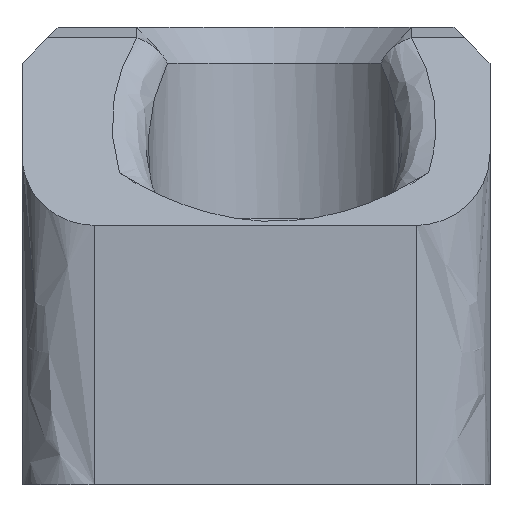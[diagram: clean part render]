
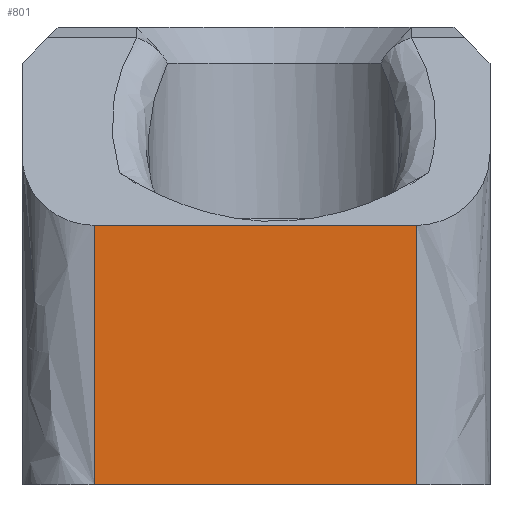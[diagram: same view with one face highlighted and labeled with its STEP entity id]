
A CAD part, front view. The second image highlights one B-rep face of the part: STEP entity #801.
In plain terms, the highlighted planar face has unit normal (0, -1, 0).
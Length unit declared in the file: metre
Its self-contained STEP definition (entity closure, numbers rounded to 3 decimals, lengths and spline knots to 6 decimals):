
#108=LINE('',#1265,#166);
#109=LINE('',#1276,#167);
#110=LINE('',#1279,#168);
#111=LINE('',#1280,#169);
#166=VECTOR('',#985,1.);
#167=VECTOR('',#990,1.);
#168=VECTOR('',#991,1.);
#169=VECTOR('',#992,1.);
#248=ORIENTED_EDGE('',*,*,#472,.F.);
#249=ORIENTED_EDGE('',*,*,#473,.T.);
#250=ORIENTED_EDGE('',*,*,#469,.T.);
#251=ORIENTED_EDGE('',*,*,#474,.F.);
#469=EDGE_CURVE('',#580,#581,#108,.T.);
#472=EDGE_CURVE('',#582,#583,#109,.T.);
#473=EDGE_CURVE('',#582,#580,#110,.T.);
#474=EDGE_CURVE('',#583,#581,#111,.T.);
#580=VERTEX_POINT('',#1266);
#581=VERTEX_POINT('',#1267);
#582=VERTEX_POINT('',#1277);
#583=VERTEX_POINT('',#1278);
#661=EDGE_LOOP('',(#248,#249,#250,#251));
#721=FACE_BOUND('',#661,.T.);
#777=PLANE('',#869);
#801=ADVANCED_FACE('',(#721),#777,.T.);
#869=AXIS2_PLACEMENT_3D('',#1275,#988,#989);
#985=DIRECTION('',(0.,0.,-1.));
#988=DIRECTION('',(0.,-1.,0.));
#989=DIRECTION('',(0.,0.,-1.));
#990=DIRECTION('',(0.,0.,-1.));
#991=DIRECTION('',(-1.,0.,0.));
#992=DIRECTION('',(-1.,0.,0.));
#1265=CARTESIAN_POINT('',(-0.028991,-0.007955,0.092712));
#1266=CARTESIAN_POINT('',(-0.028991,-0.007955,0.08721));
#1267=CARTESIAN_POINT('',(-0.028991,-0.007955,0.08));
#1275=CARTESIAN_POINT('',(-0.024518,-0.007955,0.092712));
#1276=CARTESIAN_POINT('',(-0.020045,-0.007955,0.092712));
#1277=CARTESIAN_POINT('',(-0.020045,-0.007955,0.08721));
#1278=CARTESIAN_POINT('',(-0.020045,-0.007955,0.08));
#1279=CARTESIAN_POINT('',(-0.024518,-0.007955,0.08721));
#1280=CARTESIAN_POINT('',(-0.024518,-0.007955,0.08));
